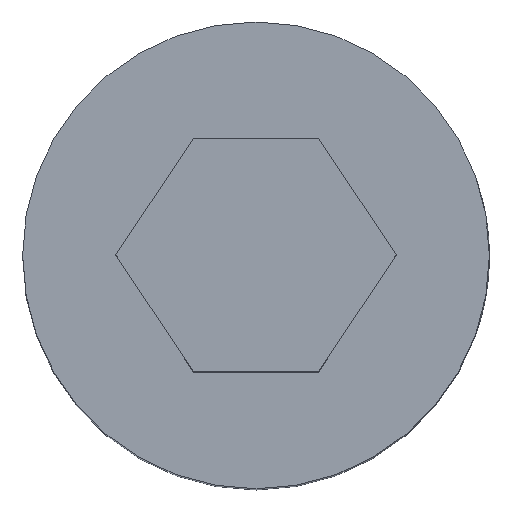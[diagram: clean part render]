
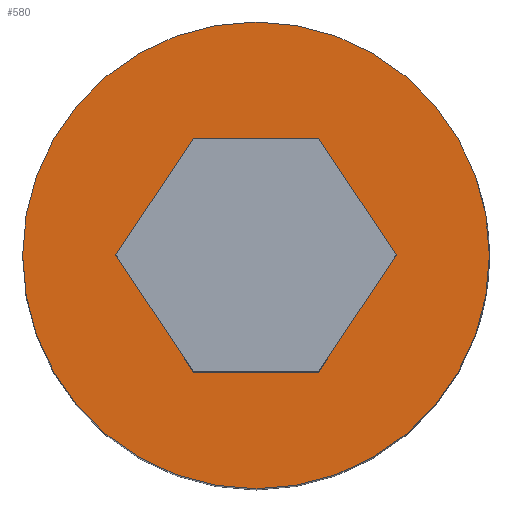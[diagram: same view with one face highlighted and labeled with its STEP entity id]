
A CAD part, top view. The second image highlights one B-rep face of the part: STEP entity #580.
In plain terms, the highlighted planar face has unit normal (0, 0, 1).
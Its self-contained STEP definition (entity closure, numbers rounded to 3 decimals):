
#17=FACE_BOUND('',#97,.T.);
#23=CIRCLE('',#627,5.);
#27=PLANE('',#626);
#62=FACE_OUTER_BOUND('',#96,.T.);
#96=EDGE_LOOP('',(#491));
#97=EDGE_LOOP('',(#492,#493,#494,#495,#496,#497));
#170=LINE('',#1772,#201);
#171=LINE('',#1774,#202);
#172=LINE('',#1776,#203);
#173=LINE('',#1778,#204);
#174=LINE('',#1780,#205);
#175=LINE('',#1781,#206);
#201=VECTOR('',#700,10.);
#202=VECTOR('',#701,10.);
#203=VECTOR('',#702,10.);
#204=VECTOR('',#703,10.);
#205=VECTOR('',#704,10.);
#206=VECTOR('',#705,10.);
#266=VERTEX_POINT('',#1768);
#267=VERTEX_POINT('',#1770);
#268=VERTEX_POINT('',#1771);
#269=VERTEX_POINT('',#1773);
#270=VERTEX_POINT('',#1775);
#271=VERTEX_POINT('',#1777);
#272=VERTEX_POINT('',#1779);
#346=EDGE_CURVE('',#266,#266,#23,.T.);
#347=EDGE_CURVE('',#267,#268,#170,.T.);
#348=EDGE_CURVE('',#268,#269,#171,.T.);
#349=EDGE_CURVE('',#270,#269,#172,.T.);
#350=EDGE_CURVE('',#271,#270,#173,.T.);
#351=EDGE_CURVE('',#272,#271,#174,.T.);
#352=EDGE_CURVE('',#272,#267,#175,.T.);
#491=ORIENTED_EDGE('',*,*,#346,.T.);
#492=ORIENTED_EDGE('',*,*,#347,.T.);
#493=ORIENTED_EDGE('',*,*,#348,.T.);
#494=ORIENTED_EDGE('',*,*,#349,.F.);
#495=ORIENTED_EDGE('',*,*,#350,.F.);
#496=ORIENTED_EDGE('',*,*,#351,.F.);
#497=ORIENTED_EDGE('',*,*,#352,.T.);
#580=ADVANCED_FACE('',(#62,#17),#27,.T.);
#626=AXIS2_PLACEMENT_3D('',#1767,#696,#697);
#627=AXIS2_PLACEMENT_3D('',#1769,#698,#699);
#696=DIRECTION('center_axis',(0.,0.,1.));
#697=DIRECTION('ref_axis',(1.,0.,0.));
#698=DIRECTION('center_axis',(0.,0.,1.));
#699=DIRECTION('ref_axis',(1.,0.,0.));
#700=DIRECTION('',(0.553,-0.833,0.));
#701=DIRECTION('',(-0.553,-0.833,0.));
#702=DIRECTION('',(1.,0.,0.));
#703=DIRECTION('',(0.553,-0.833,0.));
#704=DIRECTION('',(-0.553,-0.833,0.));
#705=DIRECTION('',(1.,0.,0.));
#1767=CARTESIAN_POINT('Origin',(0.,0.,0.));
#1768=CARTESIAN_POINT('',(-5.,0.,0.));
#1769=CARTESIAN_POINT('Origin',(0.,0.,0.));
#1770=CARTESIAN_POINT('',(1.342,2.5,0.));
#1771=CARTESIAN_POINT('',(3.,0.,0.));
#1772=CARTESIAN_POINT('',(1.342,2.5,0.));
#1773=CARTESIAN_POINT('',(1.342,-2.5,0.));
#1774=CARTESIAN_POINT('',(3.,0.,0.));
#1775=CARTESIAN_POINT('',(-1.342,-2.5,0.));
#1776=CARTESIAN_POINT('',(-1.342,-2.5,0.));
#1777=CARTESIAN_POINT('',(-3.,0.,0.));
#1778=CARTESIAN_POINT('',(-3.,0.,0.));
#1779=CARTESIAN_POINT('',(-1.342,2.5,0.));
#1780=CARTESIAN_POINT('',(-1.342,2.5,0.));
#1781=CARTESIAN_POINT('',(0.,2.5,0.));
